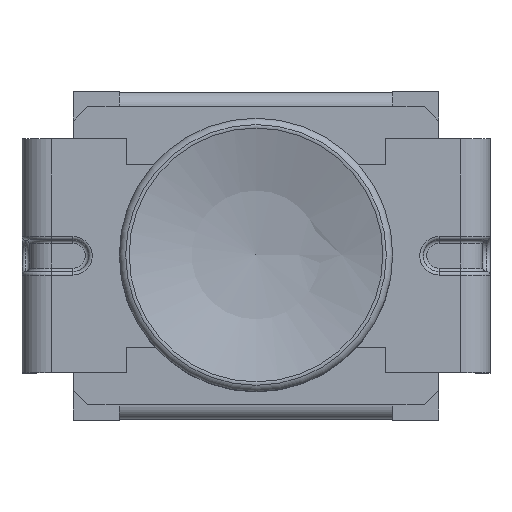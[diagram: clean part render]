
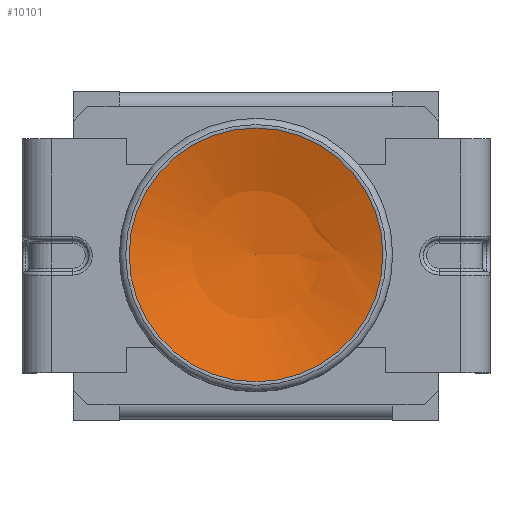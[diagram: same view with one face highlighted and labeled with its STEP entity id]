
A CAD part, top view. The second image highlights one B-rep face of the part: STEP entity #10101.
In plain terms, the highlighted spherical face has radius 12.85 mm.
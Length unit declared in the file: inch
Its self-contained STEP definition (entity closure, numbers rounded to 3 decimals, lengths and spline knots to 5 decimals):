
#69=SPHERICAL_SURFACE('',#10750,0.50591);
#465=CIRCLE('',#10749,0.17352);
#466=CIRCLE('',#10751,0.50591);
#1138=FACE_OUTER_BOUND('',#1730,.T.);
#1730=EDGE_LOOP('',(#7617,#7618,#7619));
#4470=VERTEX_POINT('',#16761);
#4471=VERTEX_POINT('',#16765);
#5624=EDGE_CURVE('',#4470,#4470,#465,.T.);
#5625=EDGE_CURVE('',#4470,#4471,#466,.T.);
#7617=ORIENTED_EDGE('',*,*,#5624,.F.);
#7618=ORIENTED_EDGE('',*,*,#5625,.T.);
#7619=ORIENTED_EDGE('',*,*,#5625,.F.);
#10101=ADVANCED_FACE('',(#1138),#69,.F.);
#10749=AXIS2_PLACEMENT_3D('',#16763,#12302,#12303);
#10750=AXIS2_PLACEMENT_3D('',#16764,#12304,#12305);
#10751=AXIS2_PLACEMENT_3D('',#16766,#12306,#12307);
#12302=DIRECTION('center_axis',(0.,0.,
-1.));
#12303=DIRECTION('ref_axis',(1.,0.,0.));
#12304=DIRECTION('center_axis',(0.,0.,
-1.));
#12305=DIRECTION('ref_axis',(-1.,0.,0.));
#12306=DIRECTION('center_axis',(0.,1.,0.));
#12307=DIRECTION('ref_axis',(1.,0.,0.));
#16761=CARTESIAN_POINT('',(0.17352,0.,0.99663));
#16763=CARTESIAN_POINT('Origin',(0.,0.,
0.99663));
#16764=CARTESIAN_POINT('Origin',(0.,0.,
1.47185));
#16765=CARTESIAN_POINT('',(0.,0.,
0.96594));
#16766=CARTESIAN_POINT('Origin',(0.,0.,
1.47185));
